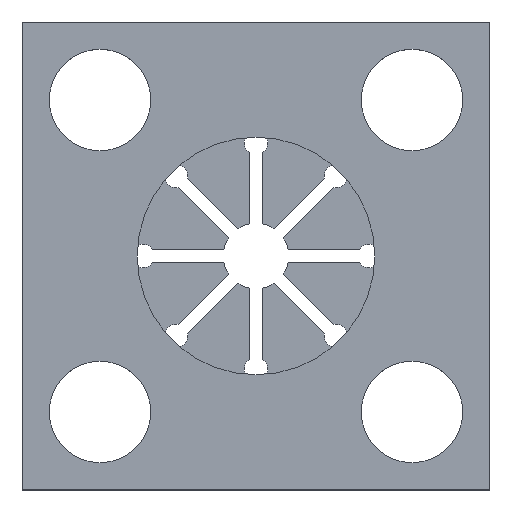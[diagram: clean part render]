
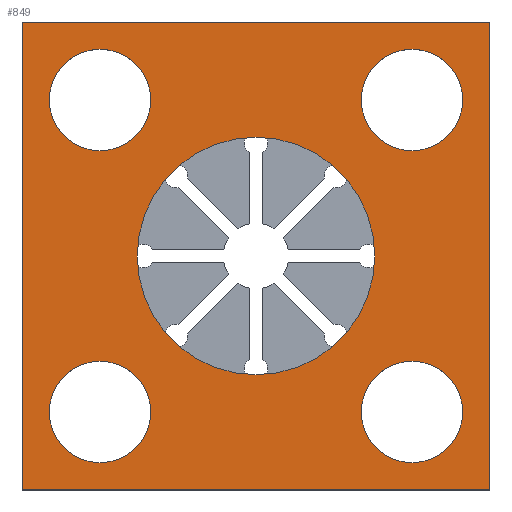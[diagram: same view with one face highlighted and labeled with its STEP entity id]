
A CAD part, top view. The second image highlights one B-rep face of the part: STEP entity #849.
In plain terms, the highlighted planar face has unit normal (0, 0, 1).
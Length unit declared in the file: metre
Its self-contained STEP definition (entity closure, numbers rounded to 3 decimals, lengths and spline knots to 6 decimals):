
#32=CIRCLE('',#868,0.007613);
#70=CIRCLE('',#941,0.00325);
#71=CIRCLE('',#943,0.00325);
#72=CIRCLE('',#945,0.00325);
#73=CIRCLE('',#947,0.00325);
#302=ORIENTED_EDGE('',*,*,#425,.F.);
#303=ORIENTED_EDGE('',*,*,#427,.F.);
#304=ORIENTED_EDGE('',*,*,#321,.T.);
#305=ORIENTED_EDGE('',*,*,#315,.F.);
#306=ORIENTED_EDGE('',*,*,#312,.F.);
#307=ORIENTED_EDGE('',*,*,#318,.T.);
#308=ORIENTED_EDGE('',*,*,#428,.F.);
#309=ORIENTED_EDGE('',*,*,#426,.F.);
#310=ORIENTED_EDGE('',*,*,#323,.F.);
#312=EDGE_CURVE('',#430,#431,#512,.T.);
#315=EDGE_CURVE('',#431,#433,#515,.T.);
#318=EDGE_CURVE('',#430,#435,#518,.T.);
#321=EDGE_CURVE('',#435,#433,#521,.T.);
#323=EDGE_CURVE('',#437,#437,#32,.F.);
#425=EDGE_CURVE('',#507,#507,#70,.F.);
#426=EDGE_CURVE('',#508,#508,#71,.F.);
#427=EDGE_CURVE('',#509,#509,#72,.F.);
#428=EDGE_CURVE('',#510,#510,#73,.F.);
#430=VERTEX_POINT('',#1203);
#431=VERTEX_POINT('',#1205);
#433=VERTEX_POINT('',#1211);
#435=VERTEX_POINT('',#1217);
#437=VERTEX_POINT('',#1226);
#507=VERTEX_POINT('',#1433);
#508=VERTEX_POINT('',#1436);
#509=VERTEX_POINT('',#1439);
#510=VERTEX_POINT('',#1442);
#512=LINE('',#1204,#588);
#515=LINE('',#1210,#591);
#518=LINE('',#1216,#594);
#521=LINE('',#1222,#597);
#588=VECTOR('',#954,1.);
#591=VECTOR('',#959,1.);
#594=VECTOR('',#964,1.);
#597=VECTOR('',#969,1.);
#717=EDGE_LOOP('',(#302));
#718=EDGE_LOOP('',(#303));
#719=EDGE_LOOP('',(#304,#305,#306,#307));
#720=EDGE_LOOP('',(#308));
#721=EDGE_LOOP('',(#309));
#722=EDGE_LOOP('',(#310));
#777=FACE_BOUND('',#717,.T.);
#778=FACE_BOUND('',#718,.T.);
#779=FACE_BOUND('',#719,.T.);
#780=FACE_BOUND('',#720,.T.);
#781=FACE_BOUND('',#721,.T.);
#782=FACE_BOUND('',#722,.T.);
#805=PLANE('',#948);
#849=ADVANCED_FACE('',(#777,#778,#779,#780,#781,#782),#805,.F.);
#868=AXIS2_PLACEMENT_3D('',#1225,#973,#974);
#941=AXIS2_PLACEMENT_3D('',#1432,#1183,#1184);
#943=AXIS2_PLACEMENT_3D('',#1435,#1187,#1188);
#945=AXIS2_PLACEMENT_3D('',#1438,#1191,#1192);
#947=AXIS2_PLACEMENT_3D('',#1441,#1195,#1196);
#948=AXIS2_PLACEMENT_3D('',#1443,#1197,#1198);
#954=DIRECTION('',(1.,0.,0.));
#959=DIRECTION('',(0.,-1.,0.));
#964=DIRECTION('',(0.,-1.,0.));
#969=DIRECTION('',(1.,0.,0.));
#973=DIRECTION('',(0.,0.,-1.));
#974=DIRECTION('',(-1.,0.,0.));
#1183=DIRECTION('',(0.,0.,-1.));
#1184=DIRECTION('',(-1.,0.,0.));
#1187=DIRECTION('',(0.,0.,-1.));
#1188=DIRECTION('',(-1.,0.,0.));
#1191=DIRECTION('',(0.,0.,-1.));
#1192=DIRECTION('',(-1.,0.,0.));
#1195=DIRECTION('',(0.,0.,-1.));
#1196=DIRECTION('',(-1.,0.,0.));
#1197=DIRECTION('',(0.,0.,-1.));
#1198=DIRECTION('',(-1.,0.,0.));
#1203=CARTESIAN_POINT('',(-0.015,0.015,0.007781));
#1204=CARTESIAN_POINT('',(0.,0.015,0.007781));
#1205=CARTESIAN_POINT('',(0.015,0.015,0.007781));
#1210=CARTESIAN_POINT('',(0.015,0.015,0.007781));
#1211=CARTESIAN_POINT('',(0.015,-0.015,0.007781));
#1216=CARTESIAN_POINT('',(-0.015,0.015,0.007781));
#1217=CARTESIAN_POINT('',(-0.015,-0.015,0.007781));
#1222=CARTESIAN_POINT('',(0.,-0.015,0.007781));
#1225=CARTESIAN_POINT('',(0.,0.,0.007781));
#1226=CARTESIAN_POINT('',(-0.007613,0.,0.007781));
#1432=CARTESIAN_POINT('',(0.01,0.01,0.007781));
#1433=CARTESIAN_POINT('',(0.00675,0.01,0.007781));
#1435=CARTESIAN_POINT('',(-0.01,0.01,0.007781));
#1436=CARTESIAN_POINT('',(-0.01325,0.01,0.007781));
#1438=CARTESIAN_POINT('',(-0.01,-0.01,0.007781));
#1439=CARTESIAN_POINT('',(-0.01325,-0.01,0.007781));
#1441=CARTESIAN_POINT('',(0.01,-0.01,0.007781));
#1442=CARTESIAN_POINT('',(0.00675,-0.01,0.007781));
#1443=CARTESIAN_POINT('',(0.,0.015,0.007781));
